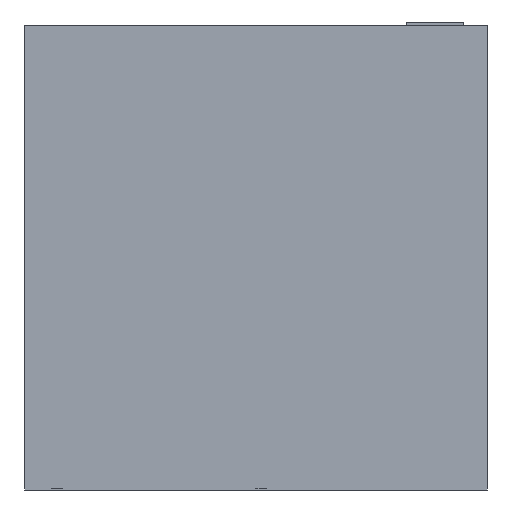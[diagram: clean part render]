
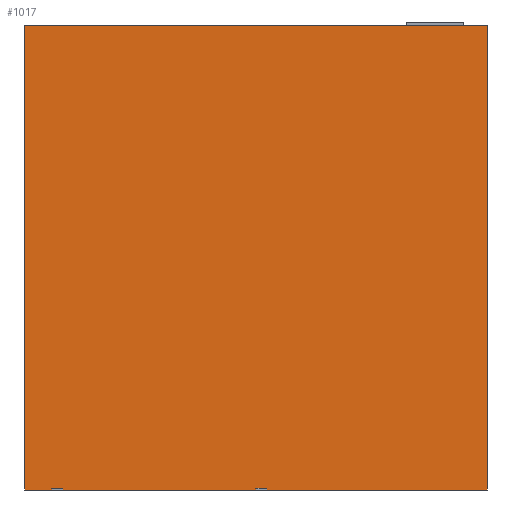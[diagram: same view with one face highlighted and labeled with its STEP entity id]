
A CAD part, left-side view. The second image highlights one B-rep face of the part: STEP entity #1017.
In plain terms, the highlighted planar face has unit normal (-1, 0, 0).
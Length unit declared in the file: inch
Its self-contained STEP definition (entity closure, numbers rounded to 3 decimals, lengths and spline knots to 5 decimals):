
#119=FACE_OUTER_BOUND('',#186,.T.);
#186=EDGE_LOOP('',(#727,#728,#729,#730,#731,#732,#733,#734,#735,#736,#737,
#738));
#251=LINE('',#1503,#349);
#255=LINE('',#1511,#353);
#259=LINE('',#1519,#357);
#271=LINE('',#1597,#369);
#274=LINE('',#1604,#372);
#276=LINE('',#1607,#374);
#277=LINE('',#1609,#375);
#278=LINE('',#1611,#376);
#279=LINE('',#1612,#377);
#280=LINE('',#1614,#378);
#281=LINE('',#1616,#379);
#282=LINE('',#1617,#380);
#349=VECTOR('',#1190,0.3937);
#353=VECTOR('',#1194,0.3937);
#357=VECTOR('',#1198,0.3937);
#369=VECTOR('',#1282,0.3937);
#372=VECTOR('',#1289,0.3937);
#374=VECTOR('',#1293,0.3937);
#375=VECTOR('',#1294,0.3937);
#376=VECTOR('',#1295,0.3937);
#377=VECTOR('',#1296,0.3937);
#378=VECTOR('',#1297,0.3937);
#379=VECTOR('',#1298,0.3937);
#380=VECTOR('',#1299,0.3937);
#447=VERTEX_POINT('',#1501);
#448=VERTEX_POINT('',#1502);
#451=VERTEX_POINT('',#1508);
#452=VERTEX_POINT('',#1510);
#455=VERTEX_POINT('',#1516);
#456=VERTEX_POINT('',#1518);
#486=VERTEX_POINT('',#1595);
#488=VERTEX_POINT('',#1603);
#489=VERTEX_POINT('',#1608);
#490=VERTEX_POINT('',#1610);
#491=VERTEX_POINT('',#1613);
#492=VERTEX_POINT('',#1615);
#539=EDGE_CURVE('',#447,#448,#251,.T.);
#543=EDGE_CURVE('',#451,#452,#255,.T.);
#547=EDGE_CURVE('',#455,#456,#259,.T.);
#579=EDGE_CURVE('',#486,#451,#271,.T.);
#582=EDGE_CURVE('',#488,#448,#274,.T.);
#584=EDGE_CURVE('',#486,#488,#276,.T.);
#585=EDGE_CURVE('',#447,#489,#277,.T.);
#586=EDGE_CURVE('',#489,#490,#278,.F.);
#587=EDGE_CURVE('',#490,#456,#279,.T.);
#588=EDGE_CURVE('',#455,#491,#280,.T.);
#589=EDGE_CURVE('',#491,#492,#281,.F.);
#590=EDGE_CURVE('',#492,#452,#282,.T.);
#727=ORIENTED_EDGE('',*,*,#579,.F.);
#728=ORIENTED_EDGE('',*,*,#584,.T.);
#729=ORIENTED_EDGE('',*,*,#582,.T.);
#730=ORIENTED_EDGE('',*,*,#539,.F.);
#731=ORIENTED_EDGE('',*,*,#585,.T.);
#732=ORIENTED_EDGE('',*,*,#586,.T.);
#733=ORIENTED_EDGE('',*,*,#587,.T.);
#734=ORIENTED_EDGE('',*,*,#547,.F.);
#735=ORIENTED_EDGE('',*,*,#588,.T.);
#736=ORIENTED_EDGE('',*,*,#589,.T.);
#737=ORIENTED_EDGE('',*,*,#590,.T.);
#738=ORIENTED_EDGE('',*,*,#543,.F.);
#972=PLANE('',#1117);
#1017=ADVANCED_FACE('',(#119),#972,.T.);
#1117=AXIS2_PLACEMENT_3D('',#1606,#1291,#1292);
#1190=DIRECTION('',(0.,1.,0.));
#1194=DIRECTION('',(0.,1.,0.));
#1198=DIRECTION('',(0.,1.,0.));
#1282=DIRECTION('',(0.,0.,-1.));
#1289=DIRECTION('',(0.,0.,-1.));
#1291=DIRECTION('center_axis',(-1.,0.,0.));
#1292=DIRECTION('ref_axis',(0.,1.,0.));
#1293=DIRECTION('',(0.,1.,0.));
#1294=DIRECTION('',(0.,0.,1.));
#1295=DIRECTION('',(0.,1.,0.));
#1296=DIRECTION('',(0.,0.,-1.));
#1297=DIRECTION('',(0.,0.,1.));
#1298=DIRECTION('',(0.,1.,0.));
#1299=DIRECTION('',(0.,0.,-1.));
#1501=CARTESIAN_POINT('',(4.74349,9.58848,-11.04758));
#1502=CARTESIAN_POINT('',(4.74349,10.15748,-11.04758));
#1503=CARTESIAN_POINT('',(4.74349,2.79248,-11.04758));
#1508=CARTESIAN_POINT('',(4.74349,0.33748,-11.04758));
#1510=CARTESIAN_POINT('',(4.74349,5.02014,-11.04758));
#1511=CARTESIAN_POINT('',(4.74349,2.79248,-11.04758));
#1516=CARTESIAN_POINT('',(4.74349,5.25348,-11.04758));
#1518=CARTESIAN_POINT('',(4.74349,9.35248,-11.04758));
#1519=CARTESIAN_POINT('',(4.74349,2.79248,-11.04758));
#1595=CARTESIAN_POINT('',(4.74349,0.33748,-1.18958));
#1597=CARTESIAN_POINT('',(4.74349,0.33748,-11.01258));
#1603=CARTESIAN_POINT('',(4.74349,10.15748,-1.18958));
#1604=CARTESIAN_POINT('',(4.74349,10.15748,-11.01258));
#1606=CARTESIAN_POINT('Origin',(4.74349,0.33748,-1.18958));
#1607=CARTESIAN_POINT('',(4.74349,0.33748,-1.18958));
#1608=CARTESIAN_POINT('',(4.74349,9.58848,-11.01258));
#1609=CARTESIAN_POINT('',(4.74349,9.58848,-6.11858));
#1610=CARTESIAN_POINT('',(4.74349,9.35248,-11.01258));
#1611=CARTESIAN_POINT('',(4.74349,2.79248,-11.01258));
#1612=CARTESIAN_POINT('',(4.74349,9.35248,-6.11858));
#1613=CARTESIAN_POINT('',(4.74349,5.25348,-11.01258));
#1614=CARTESIAN_POINT('',(4.74349,5.25348,-6.11858));
#1615=CARTESIAN_POINT('',(4.74349,5.02014,-11.01258));
#1616=CARTESIAN_POINT('',(4.74349,2.79248,-11.01258));
#1617=CARTESIAN_POINT('',(4.74349,5.02014,-11.01258));
